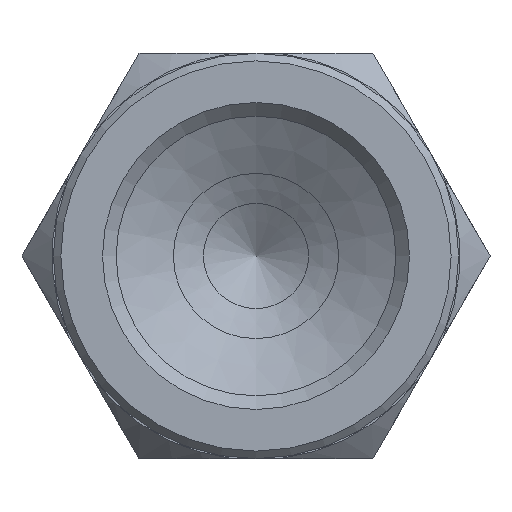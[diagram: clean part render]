
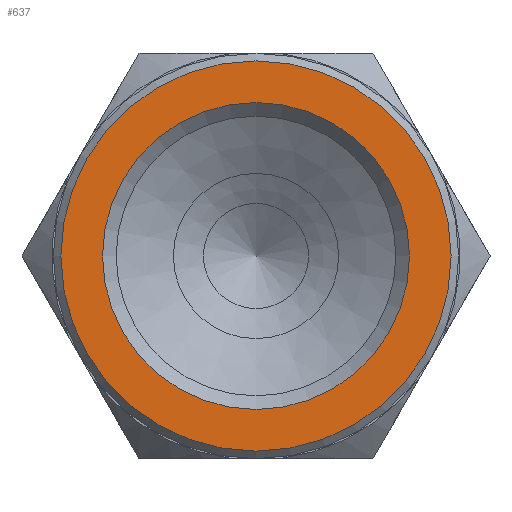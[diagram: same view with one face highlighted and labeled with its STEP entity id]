
A CAD part, left-side view. The second image highlights one B-rep face of the part: STEP entity #637.
In plain terms, the highlighted planar face has unit normal (-1, 0, 0).
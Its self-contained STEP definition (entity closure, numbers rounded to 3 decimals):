
#27=FACE_BOUND('',#113,.T.);
#32=PLANE('',#714);
#69=FACE_OUTER_BOUND('',#112,.T.);
#112=EDGE_LOOP('',(#459));
#113=EDGE_LOOP('',(#460));
#247=CIRCLE('',#711,13.);
#250=CIRCLE('',#715,10.223);
#286=VERTEX_POINT('',#1016);
#289=VERTEX_POINT('',#1024);
#348=EDGE_CURVE('',#286,#286,#247,.T.);
#352=EDGE_CURVE('',#289,#289,#250,.T.);
#459=ORIENTED_EDGE('',*,*,#348,.F.);
#460=ORIENTED_EDGE('',*,*,#352,.F.);
#637=ADVANCED_FACE('',(#69,#27),#32,.T.);
#711=AXIS2_PLACEMENT_3D('',#1017,#816,#817);
#714=AXIS2_PLACEMENT_3D('',#1023,#823,#824);
#715=AXIS2_PLACEMENT_3D('',#1025,#825,#826);
#816=DIRECTION('center_axis',(1.,0.,0.));
#817=DIRECTION('ref_axis',(0.,0.,-1.));
#823=DIRECTION('center_axis',(-1.,0.,0.));
#824=DIRECTION('ref_axis',(0.,0.,1.));
#825=DIRECTION('center_axis',(-1.,0.,0.));
#826=DIRECTION('ref_axis',(0.,0.,-1.));
#1016=CARTESIAN_POINT('',(0.,0.,13.));
#1017=CARTESIAN_POINT('Origin',(0.,0.,0.));
#1023=CARTESIAN_POINT('Origin',(0.,0.,0.));
#1024=CARTESIAN_POINT('',(0.,0.,10.223));
#1025=CARTESIAN_POINT('Origin',(0.,0.,0.));
